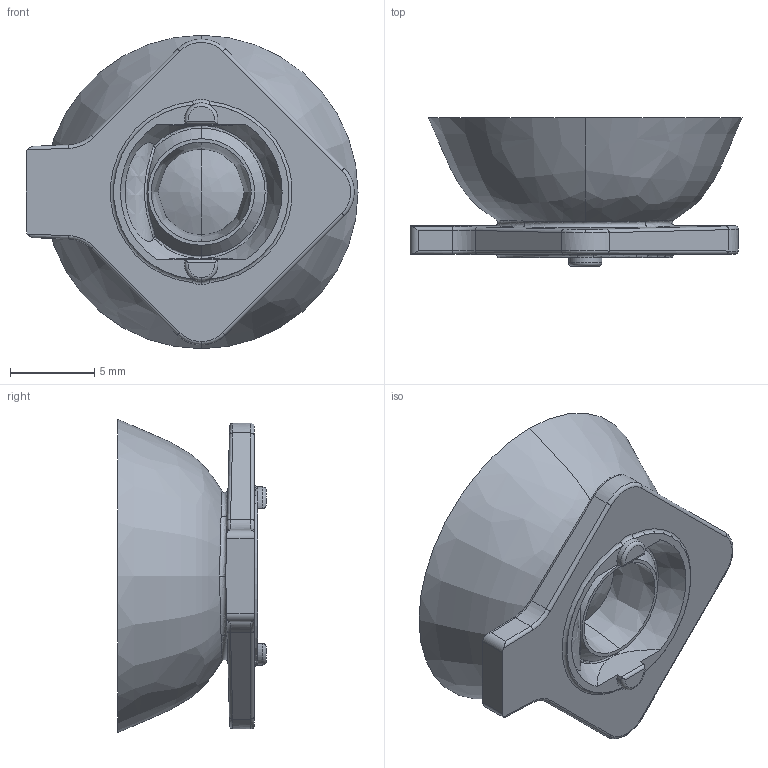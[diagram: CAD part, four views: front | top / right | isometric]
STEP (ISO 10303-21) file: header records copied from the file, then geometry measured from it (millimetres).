
FILE_DESCRIPTION (( 'STEP AP214' ), '1' );
FILE_NAME ('ﾋ竟鈞 ﾀﾌﾒ-ﾍﾂ-D19-3535-45-vz.STEP', '2022-07-20T15:08:26', ( '' ), ( '' ), 'SwSTEP 2.0', 'SolidWorks 2019', '' );
FILE_SCHEMA (( 'AUTOMOTIVE_DESIGN' ));
Length unit declared in the file: millimetre
Products named in the file (1): ﾋ竟鈞 ﾀﾌﾒ-ﾍﾂ-D19-3535-45-vz
Bounding box: 19.7 x 8.8 x 18.6 mm (x, y, z)
Volume: 1336 mm3; surface area: 1138.3 mm2
Topology: 1 solids, 1 shells, 89 faces, 220 edges, 131 vertices
Faces by surface type: bspline 23, cylinder 22, torus 18, plane 17, cone 9
Entity records: 3536 total; most frequent: CARTESIAN_POINT 1624, ORIENTED_EDGE 432, DIRECTION 355, EDGE_CURVE 216, AXIS2_PLACEMENT_3D 150, VERTEX_POINT 131, EDGE_LOOP 91, ADVANCED_FACE 89
